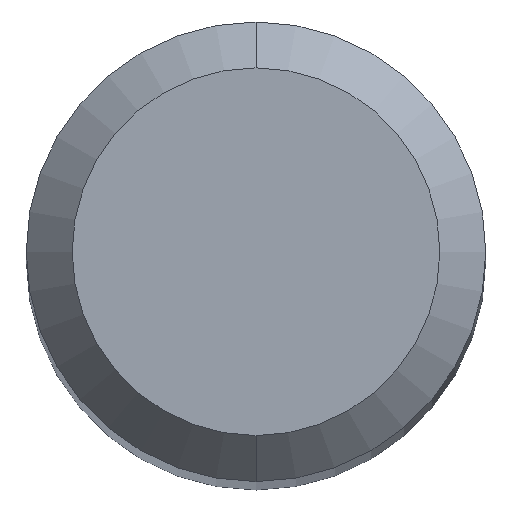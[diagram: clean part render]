
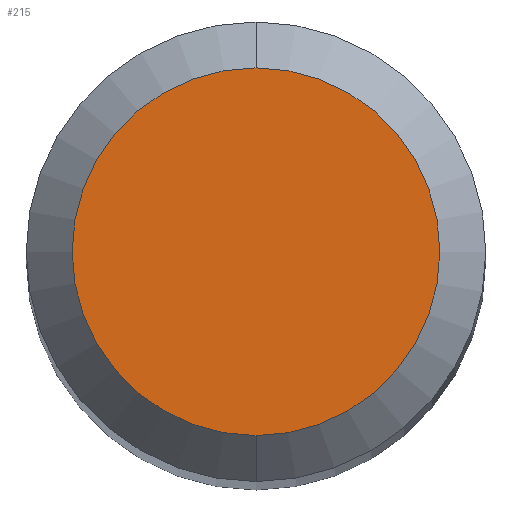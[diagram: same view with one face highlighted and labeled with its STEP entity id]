
A CAD part, top view. The second image highlights one B-rep face of the part: STEP entity #215.
In plain terms, the highlighted planar face has unit normal (0, 0, 1).
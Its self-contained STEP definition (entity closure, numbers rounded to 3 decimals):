
#189=VERTEX_POINT('',#496);
#213=EDGE_CURVE('',#189,#425,#523,.T.);
#215=ADVANCED_FACE('',(#525),#526,.T.);
#379=EDGE_CURVE('',#425,#189,#708,.T.);
#425=VERTEX_POINT('',#759);
#496=CARTESIAN_POINT('',(0.0,1.2,0.0));
#523=CIRCLE('',#948,1.2);
#525=FACE_OUTER_BOUND('',#950,.T.);
#526=PLANE('',#951);
#708=CIRCLE('',#1213,1.2);
#759=CARTESIAN_POINT('',(0.,-1.2,0.0));
#948=AXIS2_PLACEMENT_3D('',#1497,#1498,#1499);
#950=EDGE_LOOP('',(#1501,#1502));
#951=AXIS2_PLACEMENT_3D('',#1503,#1504,#1505);
#1213=AXIS2_PLACEMENT_3D('',#1719,#1720,#1721);
#1497=CARTESIAN_POINT('',(0.0,0.0,0.0));
#1498=DIRECTION('',(0.0,0.0,-1.0));
#1499=DIRECTION('',(0.0,1.0,0.0));
#1501=ORIENTED_EDGE('',*,*,#213,.F.);
#1502=ORIENTED_EDGE('',*,*,#379,.F.);
#1503=CARTESIAN_POINT('',(0.0,0.6,0.0));
#1504=DIRECTION('',(-0.0,0.0,1.0));
#1505=DIRECTION('',(0.0,-1.0,0.0));
#1719=CARTESIAN_POINT('',(0.0,0.0,0.0));
#1720=DIRECTION('',(0.0,0.0,-1.0));
#1721=DIRECTION('',(0.0,1.0,0.0));
